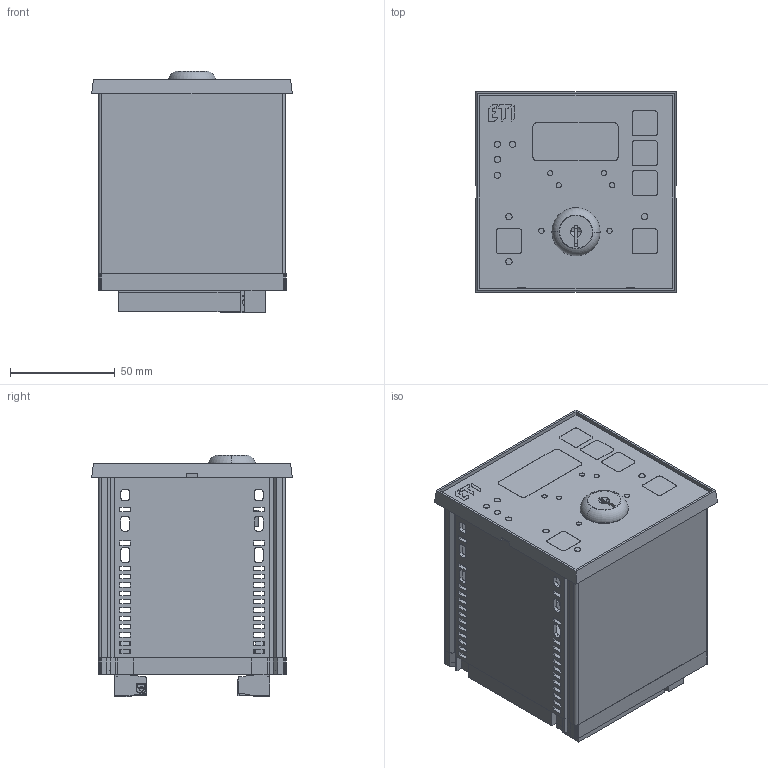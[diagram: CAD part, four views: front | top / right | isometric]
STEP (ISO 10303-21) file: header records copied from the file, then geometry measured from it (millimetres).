
FILE_DESCRIPTION((''),'2;1');
FILE_NAME('ATC-B_ASM','2021-08-24T',('marketing.praksa'),('Audax d.o.o.'),'CREO PARAMETRIC BY PTC INC, 2017480','CREO PARAMETRIC BY PTC INC, 2017480','');
FILE_SCHEMA(('AUTOMOTIVE_DESIGN { 1 0 10303 214 1 1 1 1 }'));
Products named in the file (36): CHIAVE_NEW; PV08-7_5-P; SH06-7_5; SH08-7_5; PV04-5-V-P; ESTRUSIONE-ESTRUSIONE1_12__1; ESTRUSIONE-ESTRUSIONE1_22__1; ESTRUSIONE-ESTRUSIONE1_16__1; ESTRUSIONE-ESTRUSIONE1_13__1; ESTRUSIONE-ESTRUSIONE1_10__1; ESTRUSIONE-ESTRUSIONE1_11__1; ESTRUSIONE-ESTRUSIONE1_9__1; ESTRUSIONE-ESTRUSIONE1_6__1; ESTRUSIONE-ESTRUSIONE1_20__1; ESTRUSIONE-ESTRUSIONE1_17__1; ESTRUSIONE-ESTRUSIONE1_5__1; ESTRUSIONE-ESTRUSIONE1_14__1; ESTRUSIONE-ESTRUSIONE1_2__1; ESTRUSIONE-ESTRUSIONE1_19__1; ESTRUSIONE-ESTRUSIONE1_21__1; ESTRUSIONE-ESTRUSIONE1_8__1; ESTRUSIONE-ESTRUSIONE1_4__1; ESTRUSIONE-ESTRUSIONE1_7__1; ESTRUSIONE-ESTRUSIONE1_15__1; ESTRUSIONE-ESTRUSIONE1_1__1; ESTRUSIONE-ESTRUSIONE1_3__1; ESTRUSIONE-ESTRUSIONE1_18__1; FRONT_ATC-B__ASM; FRONT_ATC-B; SH02-5_08_1; 96X96_BK; PV06-7_5-P; 96X96; SH04-5; PV02-5_08-V-P; ATC-B_ASM
Assembly tree (35 placements, depth 3):
  ATC-B_ASM
    CHIAVE_NEW
    PV08-7_5-P
    SH06-7_5
    SH08-7_5
    PV04-5-V-P
    FRONT_ATC-B__ASM
      ESTRUSIONE-ESTRUSIONE1_12__1
      ESTRUSIONE-ESTRUSIONE1_22__1
      ESTRUSIONE-ESTRUSIONE1_16__1
      ESTRUSIONE-ESTRUSIONE1_13__1
      ESTRUSIONE-ESTRUSIONE1_10__1
      ESTRUSIONE-ESTRUSIONE1_11__1
      ESTRUSIONE-ESTRUSIONE1_9__1
      ESTRUSIONE-ESTRUSIONE1_6__1
      ESTRUSIONE-ESTRUSIONE1_20__1
      ESTRUSIONE-ESTRUSIONE1_17__1
      ESTRUSIONE-ESTRUSIONE1_5__1
      ESTRUSIONE-ESTRUSIONE1_14__1
      ESTRUSIONE-ESTRUSIONE1_2__1
      ESTRUSIONE-ESTRUSIONE1_19__1
      ESTRUSIONE-ESTRUSIONE1_21__1
      ESTRUSIONE-ESTRUSIONE1_8__1
      ESTRUSIONE-ESTRUSIONE1_4__1
      ESTRUSIONE-ESTRUSIONE1_7__1
      ESTRUSIONE-ESTRUSIONE1_15__1
      ESTRUSIONE-ESTRUSIONE1_1__1
      ESTRUSIONE-ESTRUSIONE1_3__1
      ESTRUSIONE-ESTRUSIONE1_18__1
    FRONT_ATC-B
    SH02-5_08_1
    96X96_BK
    PV06-7_5-P
    96X96
    SH04-5
    PV02-5_08-V-P
Bounding box: 95.7 x 95.7 x 115.17 mm (x, y, z)
Volume: 147677.2 mm3; surface area: 149981.4 mm2
Topology: 34 solids, 34 shells, 3325 faces, 8509 edges, 5471 vertices
Faces by surface type: plane 2632, cylinder 504, extrusion 100, cone 65, torus 12, sphere 8, bspline 4
Entity records: 152976 total; most frequent: CARTESIAN_POINT 19251, ORIENTED_EDGE 17002, DIRECTION 16082, PRESENTATION_STYLE_ASSIGNMENT 11959, STYLED_ITEM 11959, CURVE_STYLE 8601, EDGE_CURVE 8501, VECTOR 6972
